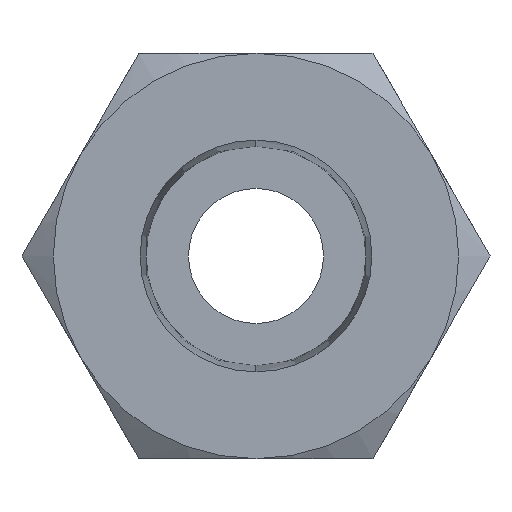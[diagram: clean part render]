
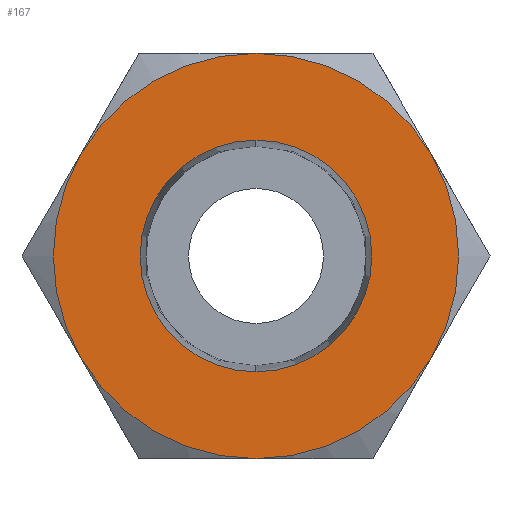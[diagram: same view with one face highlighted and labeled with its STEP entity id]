
A CAD part, front view. The second image highlights one B-rep face of the part: STEP entity #167.
In plain terms, the highlighted planar face has unit normal (0, -1, 0).
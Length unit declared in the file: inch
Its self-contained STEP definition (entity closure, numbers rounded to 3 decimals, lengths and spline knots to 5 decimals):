
#55 = EDGE_CURVE ( 'NONE', #3481, #1260, #2062, .T. ) ;
#65 = CARTESIAN_POINT ( 'NONE',  ( -0.40915, 0., -0.23622 ) ) ;
#92 = DIRECTION ( 'NONE',  ( 0., -1., 0. ) ) ;
#125 = DIRECTION ( 'NONE',  ( 0., 0., 1. ) ) ;
#167 = ADVANCED_FACE ( 'NONE', ( #4292, #681 ), #2015, .T. ) ;
#368 = CIRCLE ( 'NONE', #3370, 0.47244 ) ;
#403 = CARTESIAN_POINT ( 'NONE',  ( 0., 0., 0. ) ) ;
#467 = DIRECTION ( 'NONE',  ( 0., -1., 0. ) ) ;
#553 = EDGE_LOOP ( 'NONE', ( #2823, #1379 ) ) ;
#583 = ORIENTED_EDGE ( 'NONE', *, *, #1408, .T. ) ;
#612 = CIRCLE ( 'NONE', #2592, 0.47244 ) ;
#625 = CIRCLE ( 'NONE', #1792, 0.27 ) ;
#671 = CARTESIAN_POINT ( 'NONE',  ( 0.40915, 0., -0.23622 ) ) ;
#676 = EDGE_CURVE ( 'NONE', #3756, #3787, #1874, .T. ) ;
#681 = FACE_OUTER_BOUND ( 'NONE', #916, .T. ) ;
#694 = CARTESIAN_POINT ( 'NONE',  ( 0., 0., 0. ) ) ;
#748 = ORIENTED_EDGE ( 'NONE', *, *, #55, .T. ) ;
#752 = DIRECTION ( 'NONE',  ( 0., 0., -1. ) ) ;
#776 = CARTESIAN_POINT ( 'NONE',  ( 0., 0., 0.47244 ) ) ;
#790 = VERTEX_POINT ( 'NONE', #4116 ) ;
#869 = CARTESIAN_POINT ( 'NONE',  ( 0., 0., 0. ) ) ;
#916 = EDGE_LOOP ( 'NONE', ( #3839, #583, #748, #3347, #3120, #3845 ) ) ;
#1231 = DIRECTION ( 'NONE',  ( 0., 0., -1. ) ) ;
#1260 = VERTEX_POINT ( 'NONE', #65 ) ;
#1379 = ORIENTED_EDGE ( 'NONE', *, *, #3058, .T. ) ;
#1408 = EDGE_CURVE ( 'NONE', #3787, #3481, #3739, .T. ) ;
#1420 = VERTEX_POINT ( 'NONE', #3880 ) ;
#1430 = DIRECTION ( 'NONE',  ( 0., -1., 0. ) ) ;
#1752 = DIRECTION ( 'NONE',  ( 0., 0., -1. ) ) ;
#1769 = DIRECTION ( 'NONE',  ( 0., -1., 0. ) ) ;
#1781 = CARTESIAN_POINT ( 'NONE',  ( -0.37122, 0., 0. ) ) ;
#1792 = AXIS2_PLACEMENT_3D ( 'NONE', #869, #3326, #1231 ) ;
#1874 = CIRCLE ( 'NONE', #2780, 0.47244 ) ;
#1976 = CARTESIAN_POINT ( 'NONE',  ( 0., 0., 0. ) ) ;
#1986 = CIRCLE ( 'NONE', #3437, 0.27 ) ;
#2015 = PLANE ( 'NONE',  #4157 ) ;
#2062 = CIRCLE ( 'NONE', #3190, 0.47244 ) ;
#2119 = DIRECTION ( 'NONE',  ( 0., -1., 0. ) ) ;
#2226 = EDGE_CURVE ( 'NONE', #1260, #790, #368, .T. ) ;
#2249 = CARTESIAN_POINT ( 'NONE',  ( 0., 0., 0. ) ) ;
#2300 = CIRCLE ( 'NONE', #3884, 0.47244 ) ;
#2323 = DIRECTION ( 'NONE',  ( 0., 0., 1. ) ) ;
#2592 = AXIS2_PLACEMENT_3D ( 'NONE', #2249, #92, #2596 ) ;
#2596 = DIRECTION ( 'NONE',  ( 0., 0., 1. ) ) ;
#2614 = CARTESIAN_POINT ( 'NONE',  ( 0., 0., 0.27 ) ) ;
#2780 = AXIS2_PLACEMENT_3D ( 'NONE', #694, #467, #125 ) ;
#2823 = ORIENTED_EDGE ( 'NONE', *, *, #3909, .T. ) ;
#2893 = DIRECTION ( 'NONE',  ( 0., 1., 0. ) ) ;
#2916 = CARTESIAN_POINT ( 'NONE',  ( 0.40915, 0., 0.23622 ) ) ;
#2940 = DIRECTION ( 'NONE',  ( 0., 0., 1. ) ) ;
#2954 = DIRECTION ( 'NONE',  ( 0., -1., 0. ) ) ;
#2983 = CARTESIAN_POINT ( 'NONE',  ( 0., 0., 0. ) ) ;
#3058 = EDGE_CURVE ( 'NONE', #3221, #1420, #1986, .T. ) ;
#3120 = ORIENTED_EDGE ( 'NONE', *, *, #3368, .T. ) ;
#3190 = AXIS2_PLACEMENT_3D ( 'NONE', #2983, #2954, #2940 ) ;
#3221 = VERTEX_POINT ( 'NONE', #2614 ) ;
#3241 = CARTESIAN_POINT ( 'NONE',  ( -0.40915, 0., 0.23622 ) ) ;
#3326 = DIRECTION ( 'NONE',  ( 0., 1., 0. ) ) ;
#3347 = ORIENTED_EDGE ( 'NONE', *, *, #2226, .T. ) ;
#3368 = EDGE_CURVE ( 'NONE', #790, #4108, #2300, .T. ) ;
#3370 = AXIS2_PLACEMENT_3D ( 'NONE', #4081, #2119, #4376 ) ;
#3437 = AXIS2_PLACEMENT_3D ( 'NONE', #403, #2893, #752 ) ;
#3481 = VERTEX_POINT ( 'NONE', #3241 ) ;
#3485 = CARTESIAN_POINT ( 'NONE',  ( 0., 0., 0. ) ) ;
#3739 = CIRCLE ( 'NONE', #4152, 0.47244 ) ;
#3756 = VERTEX_POINT ( 'NONE', #2916 ) ;
#3784 = DIRECTION ( 'NONE',  ( 0., 0., 1. ) ) ;
#3787 = VERTEX_POINT ( 'NONE', #776 ) ;
#3839 = ORIENTED_EDGE ( 'NONE', *, *, #676, .T. ) ;
#3845 = ORIENTED_EDGE ( 'NONE', *, *, #4382, .T. ) ;
#3880 = CARTESIAN_POINT ( 'NONE',  ( 0., 0., -0.27 ) ) ;
#3884 = AXIS2_PLACEMENT_3D ( 'NONE', #3485, #1430, #3784 ) ;
#3909 = EDGE_CURVE ( 'NONE', #1420, #3221, #625, .T. ) ;
#4081 = CARTESIAN_POINT ( 'NONE',  ( 0., 0., 0. ) ) ;
#4108 = VERTEX_POINT ( 'NONE', #671 ) ;
#4116 = CARTESIAN_POINT ( 'NONE',  ( 0., 0., -0.47244 ) ) ;
#4152 = AXIS2_PLACEMENT_3D ( 'NONE', #1976, #4249, #2323 ) ;
#4157 = AXIS2_PLACEMENT_3D ( 'NONE', #1781, #1769, #1752 ) ;
#4249 = DIRECTION ( 'NONE',  ( 0., -1., 0. ) ) ;
#4292 = FACE_BOUND ( 'NONE', #553, .T. ) ;
#4376 = DIRECTION ( 'NONE',  ( 0., 0., 1. ) ) ;
#4382 = EDGE_CURVE ( 'NONE', #4108, #3756, #612, .T. ) ;
